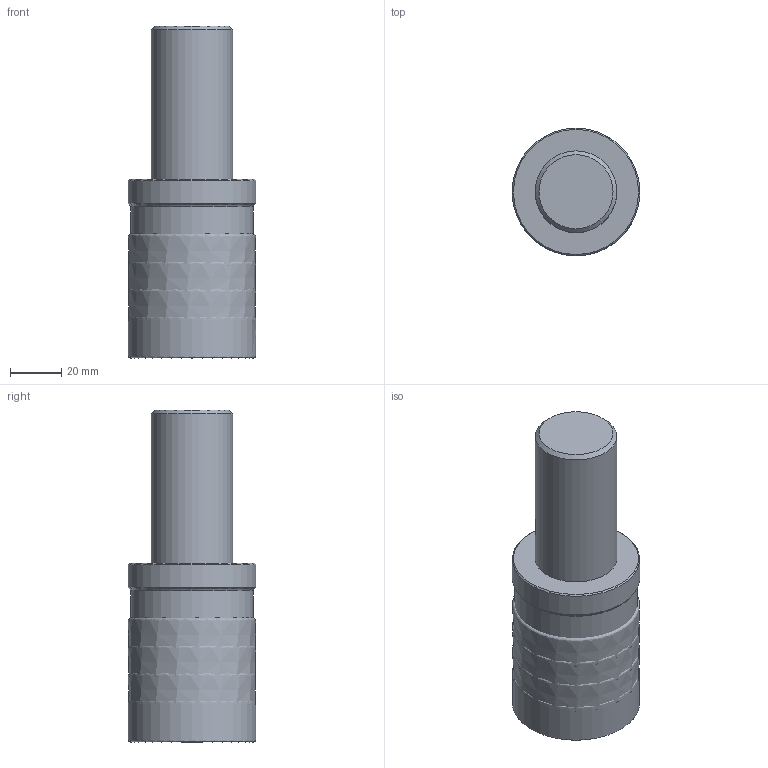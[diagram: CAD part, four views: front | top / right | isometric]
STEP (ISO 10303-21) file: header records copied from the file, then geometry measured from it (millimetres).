
FILE_DESCRIPTION(/* description */ (''),/* implementation_level */ '2;1');
FILE_NAME(/* name */ 'R217.82-3250.3S-047-SNXO16.3A_Basic.stp',/* time_stamp */ '2022-03-15T23:29:28+06:00',/* author */ (''),/* organization */ (''),/* preprocessor_version */ 'ST-DEVELOPER v16.7',/* originating_system */ 'SIEMENS PLM Software NX 12.0',/* authorisation */ '');
FILE_SCHEMA (('AUTOMOTIVE_DESIGN { 1 0 10303 214 3 1 1 1 }'));
Length unit declared in the file: millimetre
Products named in the file (4): CUT; NOCUT; ASSEMBLY_CONSTRUCTION; A2424459_00_stp_stp
Assembly tree (3 placements, depth 2):
  A2424459_00_stp_stp
    ASSEMBLY_CONSTRUCTION
    NOCUT
    CUT
Bounding box: 50 x 50 x 130 mm (x, y, z)
Volume: 259636.1 mm3; surface area: 44175.5 mm2
Topology: 5 solids, 5 shells, 19 faces, 42 edges, 51 vertices
Faces by surface type: cone 5, revolution 4, plane 4, cylinder 3, torus 3
Full cylindrical faces by diameter (mm): 31.992 x1, 48 x1, 50 x1
Entity records: 1141 total; most frequent: CARTESIAN_POINT 443, DIRECTION 116, STYLED_ITEM 56, PRESENTATION_STYLE_ASSIGNMENT 56, AXIS2_PLACEMENT_3D 56, FACE_BOUND 30, EDGE_LOOP 28, ORIENTED_EDGE 28
